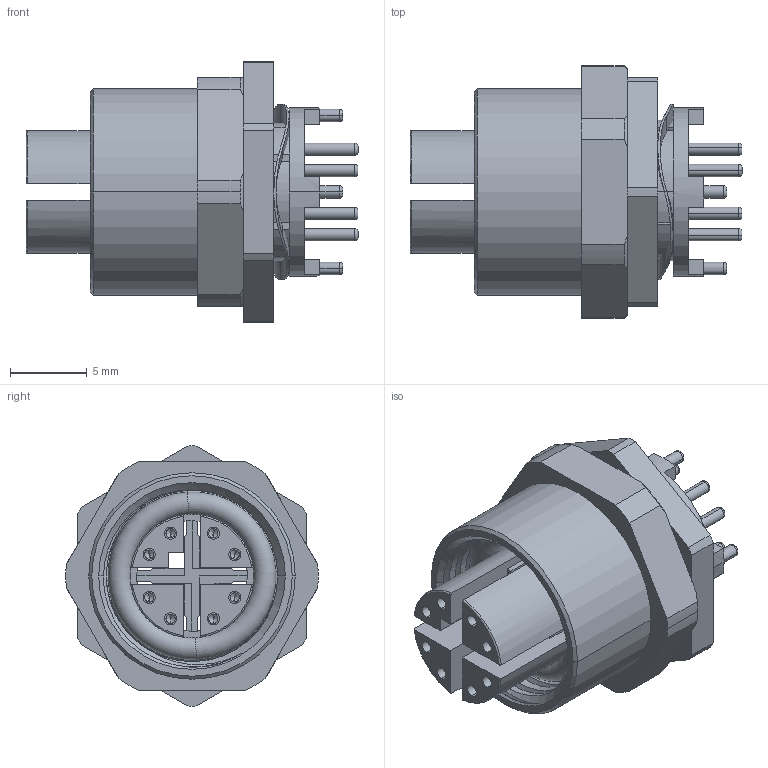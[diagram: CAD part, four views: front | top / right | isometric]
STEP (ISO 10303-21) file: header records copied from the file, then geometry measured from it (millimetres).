
FILE_DESCRIPTION (( 'STEP AP214' ), '1' );
FILE_NAME ('54-00390_revA.STEP', '2024-02-23T16:46:10', ( '' ), ( '' ), 'SwSTEP 2.0', 'SolidWorks 2021', '' );
FILE_SCHEMA (( 'AUTOMOTIVE_DESIGN' ));
Length unit declared in the file: millimetre
Products named in the file (9): 54-00390-12___; 54-00390-03___; 54-00390_revA; 54-00390-07___; 54-00390-05___; 54-00390-02___; 54-00390-04___; 54-00390-01___; 54-00390-06___
Assembly tree (15 placements, depth 2):
  54-00390_revA
    54-00390-01___
    54-00390-02___
    54-00390-03___
    54-00390-04___
    54-00390-05___
    54-00390-06___
    54-00390-07___  x8
    54-00390-12___
Bounding box: 21.7 x 16.5 x 17 mm (x, y, z)
Volume: 2025.2 mm3; surface area: 5279.5 mm2
Topology: 15 solids, 15 shells, 622 faces, 1611 edges, 1028 vertices
Faces by surface type: plane 245, cylinder 205, torus 66, cone 55, bspline 51
Entity records: 23015 total; most frequent: CARTESIAN_POINT 12907, ORIENTED_EDGE 2182, DIRECTION 1886, EDGE_CURVE 1091, VERTEX_POINT 713, AXIS2_PLACEMENT_3D 681, LINE 524, VECTOR 524
